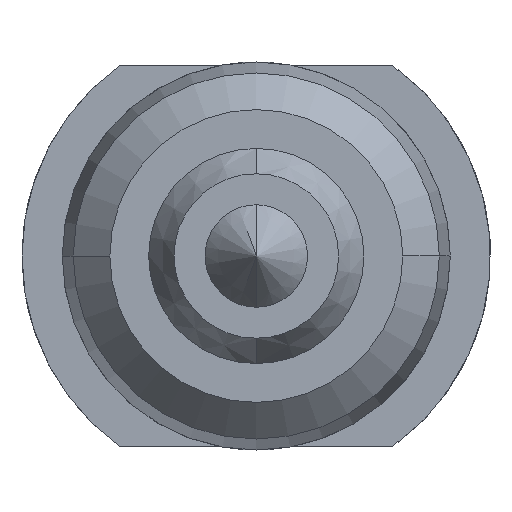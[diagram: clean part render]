
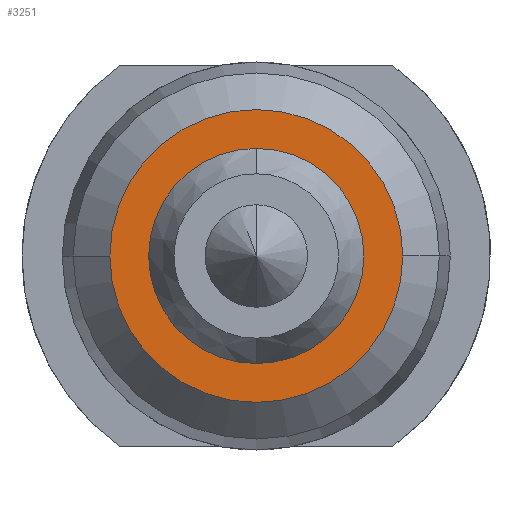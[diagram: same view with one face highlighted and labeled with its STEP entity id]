
A CAD part, front view. The second image highlights one B-rep face of the part: STEP entity #3251.
In plain terms, the highlighted planar face has unit normal (0, -1, 0).
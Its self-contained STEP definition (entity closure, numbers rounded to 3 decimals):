
#281 = CARTESIAN_POINT ( 'NONE',  ( 0., 0., 0. ) ) ;
#367 = CARTESIAN_POINT ( 'NONE',  ( 0., 0., 0.735 ) ) ;
#404 = AXIS2_PLACEMENT_3D ( 'NONE', #1456, #3427, #1040 ) ;
#485 = EDGE_LOOP ( 'NONE', ( #1356, #808 ) ) ;
#808 = ORIENTED_EDGE ( 'NONE', *, *, #4156, .T. ) ;
#885 = ORIENTED_EDGE ( 'NONE', *, *, #2329, .F. ) ;
#944 = EDGE_LOOP ( 'NONE', ( #885, #5213 ) ) ;
#989 = CARTESIAN_POINT ( 'NONE',  ( 1., 0., 0. ) ) ;
#1040 = DIRECTION ( 'NONE',  ( 1., 0., 0. ) ) ;
#1191 = CIRCLE ( 'NONE', #4861, 1. ) ;
#1310 = EDGE_CURVE ( 'Defeature ausgef�hrt2_45+Defeature ausgef�hrt2_13+Defeature ausgef�hrt2_13+Defeature ausgef�hrt2_13', #5108, #1556, #3980, .T. ) ;
#1350 = AXIS2_PLACEMENT_3D ( 'NONE', #4585, #3733, #1828 ) ;
#1356 = ORIENTED_EDGE ( 'NONE', *, *, #2723, .T. ) ;
#1456 = CARTESIAN_POINT ( 'NONE',  ( 0., 0., 0. ) ) ;
#1500 = CIRCLE ( 'NONE', #2545, 0.735 ) ;
#1519 = VERTEX_POINT ( 'NONE', #3155 ) ;
#1556 = VERTEX_POINT ( 'NONE', #367 ) ;
#1564 = DIRECTION ( 'NONE',  ( 0., -1., 0. ) ) ;
#1828 = DIRECTION ( 'NONE',  ( -1., 0., 0. ) ) ;
#2152 = FACE_OUTER_BOUND ( 'NONE', #485, .T. ) ;
#2176 = AXIS2_PLACEMENT_3D ( 'NONE', #4880, #4455, #2877 ) ;
#2329 = EDGE_CURVE ( 'Defeature ausgef�hrt2_45+Defeature ausgef�hrt2_13+Defeature ausgef�hrt2_13+Defeature ausgef�hrt2_13', #1556, #5108, #1500, .T. ) ;
#2363 = DIRECTION ( 'NONE',  ( 1., 0., 0. ) ) ;
#2545 = AXIS2_PLACEMENT_3D ( 'NONE', #281, #2733, #2363 ) ;
#2723 = EDGE_CURVE ( 'Defeature ausgef�hrt2_13+Defeature ausgef�hrt2_4+Defeature ausgef�hrt2_4+Defeature ausgef�hrt2_4', #3340, #1519, #1191, .T. ) ;
#2733 = DIRECTION ( 'NONE',  ( 0., -1., 0. ) ) ;
#2772 = DIRECTION ( 'NONE',  ( -1., 0., 0. ) ) ;
#2877 = DIRECTION ( 'NONE',  ( -1., 0., 0. ) ) ;
#3155 = CARTESIAN_POINT ( 'NONE',  ( -1., 0., 0. ) ) ;
#3251 = ADVANCED_FACE ( 'Defeature ausgef�hrt2_13', ( #3509, #2152 ), #4200, .T. ) ;
#3340 = VERTEX_POINT ( 'NONE', #989 ) ;
#3427 = DIRECTION ( 'NONE',  ( 0., -1., 0. ) ) ;
#3509 = FACE_BOUND ( 'NONE', #944, .T. ) ;
#3733 = DIRECTION ( 'NONE',  ( 0., -1., 0. ) ) ;
#3980 = CIRCLE ( 'NONE', #404, 0.735 ) ;
#4156 = EDGE_CURVE ( 'Defeature ausgef�hrt2_13+Defeature ausgef�hrt2_4+Defeature ausgef�hrt2_4+Defeature ausgef�hrt2_4', #1519, #3340, #4446, .T. ) ;
#4169 = CARTESIAN_POINT ( 'NONE',  ( 0., 0., -0.735 ) ) ;
#4200 = PLANE ( 'NONE',  #1350 ) ;
#4446 = CIRCLE ( 'NONE', #2176, 1. ) ;
#4455 = DIRECTION ( 'NONE',  ( 0., -1., 0. ) ) ;
#4585 = CARTESIAN_POINT ( 'NONE',  ( 0., 0., 0. ) ) ;
#4861 = AXIS2_PLACEMENT_3D ( 'NONE', #5161, #1564, #2772 ) ;
#4880 = CARTESIAN_POINT ( 'NONE',  ( 0., 0., 0. ) ) ;
#5108 = VERTEX_POINT ( 'NONE', #4169 ) ;
#5161 = CARTESIAN_POINT ( 'NONE',  ( 0., 0., 0. ) ) ;
#5213 = ORIENTED_EDGE ( 'NONE', *, *, #1310, .F. ) ;
